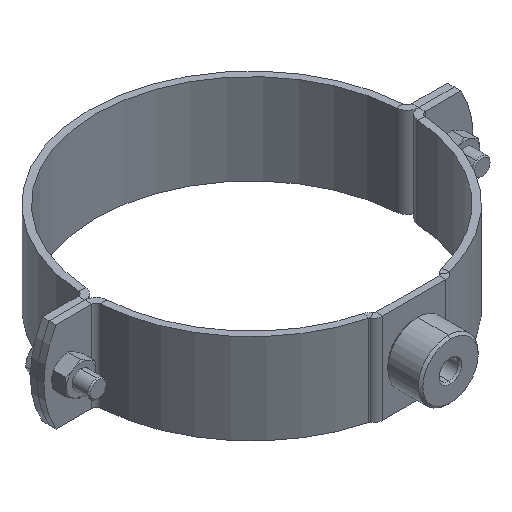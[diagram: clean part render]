
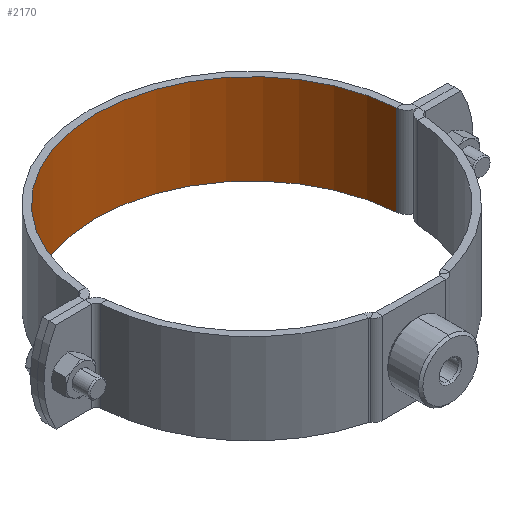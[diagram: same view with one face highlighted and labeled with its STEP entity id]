
A CAD part, isometric view. The second image highlights one B-rep face of the part: STEP entity #2170.
In plain terms, the highlighted cylindrical face has radius 69 mm (diameter 138 mm), a partial arc.
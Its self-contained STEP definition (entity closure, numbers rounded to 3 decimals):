
#220 = DIRECTION ( 'NONE',  ( 0., 0., 1. ) ) ;
#377 = AXIS2_PLACEMENT_3D ( 'NONE', #4037, #4015, #937 ) ;
#530 = EDGE_CURVE ( 'NONE', #1940, #3699, #2350, .T. ) ;
#537 = VECTOR ( 'NONE', #3862, 1000. ) ;
#570 = CARTESIAN_POINT ( 'NONE',  ( 68.842, 4.662, -20. ) ) ;
#575 = DIRECTION ( 'NONE',  ( -1., 0., 0. ) ) ;
#759 = AXIS2_PLACEMENT_3D ( 'NONE', #2305, #3657, #575 ) ;
#882 = AXIS2_PLACEMENT_3D ( 'NONE', #2242, #220, #2985 ) ;
#937 = DIRECTION ( 'NONE',  ( 1., 0., 0. ) ) ;
#979 = DIRECTION ( 'NONE',  ( 0., 0., -1. ) ) ;
#1122 = LINE ( 'NONE', #2521, #537 ) ;
#1410 = EDGE_CURVE ( 'NONE', #4444, #3699, #1975, .T. ) ;
#1659 = CARTESIAN_POINT ( 'NONE',  ( -68.842, 4.662, 20. ) ) ;
#1765 = ORIENTED_EDGE ( 'NONE', *, *, #3747, .F. ) ;
#1940 = VERTEX_POINT ( 'NONE', #4002 ) ;
#1962 = CARTESIAN_POINT ( 'NONE',  ( 68.842, 4.662, 20. ) ) ;
#1975 = CIRCLE ( 'NONE', #882, 69. ) ;
#2170 = ADVANCED_FACE ( 'NONE', ( #4336 ), #4403, .F. ) ;
#2242 = CARTESIAN_POINT ( 'NONE',  ( 0., 0., -20. ) ) ;
#2305 = CARTESIAN_POINT ( 'NONE',  ( 0., 0., 20. ) ) ;
#2350 = LINE ( 'NONE', #1659, #3597 ) ;
#2520 = VERTEX_POINT ( 'NONE', #1962 ) ;
#2521 = CARTESIAN_POINT ( 'NONE',  ( 68.842, 4.662, 20. ) ) ;
#2723 = CIRCLE ( 'NONE', #759, 69. ) ;
#2985 = DIRECTION ( 'NONE',  ( -1., 0., 0. ) ) ;
#3458 = ORIENTED_EDGE ( 'NONE', *, *, #1410, .F. ) ;
#3597 = VECTOR ( 'NONE', #979, 1000. ) ;
#3657 = DIRECTION ( 'NONE',  ( 0., 0., 1. ) ) ;
#3699 = VERTEX_POINT ( 'NONE', #4175 ) ;
#3720 = ORIENTED_EDGE ( 'NONE', *, *, #4233, .T. ) ;
#3747 = EDGE_CURVE ( 'NONE', #2520, #4444, #1122, .T. ) ;
#3751 = EDGE_LOOP ( 'NONE', ( #3458, #1765, #3720, #3791 ) ) ;
#3791 = ORIENTED_EDGE ( 'NONE', *, *, #530, .T. ) ;
#3862 = DIRECTION ( 'NONE',  ( 0., 0., -1. ) ) ;
#4002 = CARTESIAN_POINT ( 'NONE',  ( -68.842, 4.662, 20. ) ) ;
#4015 = DIRECTION ( 'NONE',  ( 0., 0., -1. ) ) ;
#4037 = CARTESIAN_POINT ( 'NONE',  ( 0., 0., 20. ) ) ;
#4175 = CARTESIAN_POINT ( 'NONE',  ( -68.842, 4.662, -20. ) ) ;
#4233 = EDGE_CURVE ( 'NONE', #2520, #1940, #2723, .T. ) ;
#4336 = FACE_OUTER_BOUND ( 'NONE', #3751, .T. ) ;
#4403 = CYLINDRICAL_SURFACE ( 'NONE', #377, 69. ) ;
#4444 = VERTEX_POINT ( 'NONE', #570 ) ;
